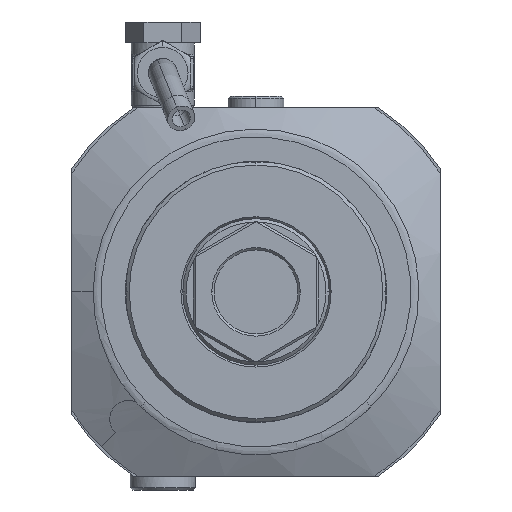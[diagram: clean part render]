
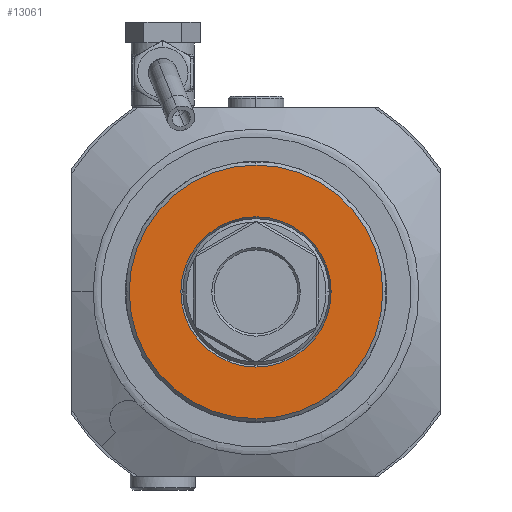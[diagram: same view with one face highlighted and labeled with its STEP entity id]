
A CAD part, left-side view. The second image highlights one B-rep face of the part: STEP entity #13061.
In plain terms, the highlighted planar face has unit normal (-1, 0, 0).
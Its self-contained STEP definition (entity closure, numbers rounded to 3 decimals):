
#3830=CARTESIAN_POINT('',(-24.,0.,0.));
#3831=DIRECTION('',(-1.,0.,0.));
#3832=DIRECTION('',(0.,1.,0.));
#3833=AXIS2_PLACEMENT_3D('',#3830,#3831,#3832);
#3835=CARTESIAN_POINT('',(-24.,0.,0.));
#3836=DIRECTION('',(-1.,0.,0.));
#3837=DIRECTION('',(0.,-1.,0.));
#3838=AXIS2_PLACEMENT_3D('',#3835,#3836,#3837);
#3840=CARTESIAN_POINT('',(-24.,0.,0.));
#3841=DIRECTION('',(1.,0.,0.));
#3842=DIRECTION('',(0.,1.,0.));
#3843=AXIS2_PLACEMENT_3D('',#3840,#3841,#3842);
#3845=CARTESIAN_POINT('',(-24.,0.,0.));
#3846=DIRECTION('',(1.,0.,0.));
#3847=DIRECTION('',(0.,-1.,0.));
#3848=AXIS2_PLACEMENT_3D('',#3845,#3846,#3847);
#8745=CARTESIAN_POINT('',(-24.,16.116,0.));
#8746=CARTESIAN_POINT('',(-24.,-16.116,0.));
#8747=VERTEX_POINT('',#8745);
#8748=VERTEX_POINT('',#8746);
#8749=CARTESIAN_POINT('',(-24.,27.2,0.));
#8750=CARTESIAN_POINT('',(-24.,-27.2,0.));
#8751=VERTEX_POINT('',#8749);
#8752=VERTEX_POINT('',#8750);
#13046=CARTESIAN_POINT('',(-24.,0.,0.));
#13047=DIRECTION('',(-1.,0.,0.));
#13048=DIRECTION('',(0.,1.,0.));
#13049=AXIS2_PLACEMENT_3D('',#13046,#13047,#13048);
#13050=PLANE('',#13049);
#13051=ORIENTED_EDGE('',*,*,#13024,.F.);
#13052=ORIENTED_EDGE('',*,*,#13039,.F.);
#13053=EDGE_LOOP('',(#13051,#13052));
#13054=FACE_OUTER_BOUND('',#13053,.F.);
#13056=ORIENTED_EDGE('',*,*,#13055,.F.);
#13058=ORIENTED_EDGE('',*,*,#13057,.F.);
#13059=EDGE_LOOP('',(#13056,#13058));
#13060=FACE_BOUND('',#13059,.F.);
#3834=CIRCLE('',#3833,27.2);
#3839=CIRCLE('',#3838,27.2);
#3844=CIRCLE('',#3843,16.116);
#3849=CIRCLE('',#3848,16.116);
#13024=EDGE_CURVE('',#8751,#8752,#3834,.T.);
#13039=EDGE_CURVE('',#8752,#8751,#3839,.T.);
#13055=EDGE_CURVE('',#8747,#8748,#3844,.T.);
#13057=EDGE_CURVE('',#8748,#8747,#3849,.T.);
#13061=ADVANCED_FACE('',(#13054,#13060),#13050,.T.);
